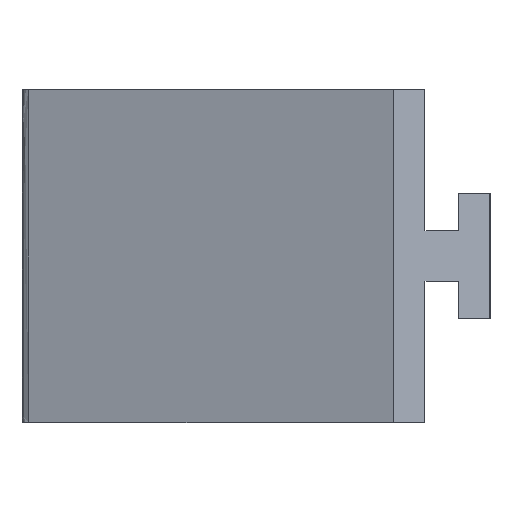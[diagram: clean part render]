
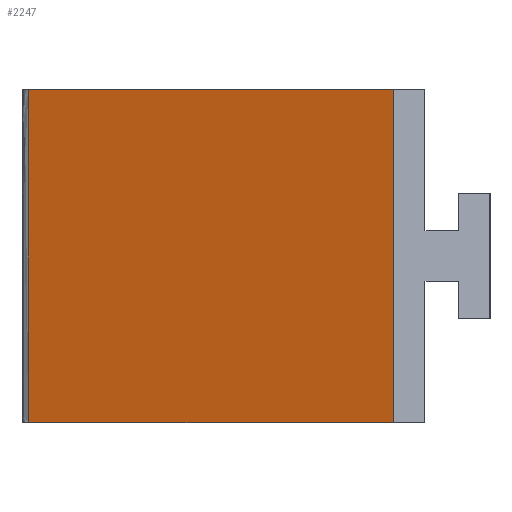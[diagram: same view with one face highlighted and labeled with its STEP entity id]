
A CAD part, left-side view. The second image highlights one B-rep face of the part: STEP entity #2247.
In plain terms, the highlighted planar face has unit normal (-0.921, 0.372, 0.113).
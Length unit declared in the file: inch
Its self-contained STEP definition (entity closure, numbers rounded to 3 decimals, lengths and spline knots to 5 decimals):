
#164=CARTESIAN_POINT('Vertex',(-13.24687,0.,-2.98155)) ;
#167=CARTESIAN_POINT('Line Origine',(-12.8071,1.08787,-2.97959)) ;
#171=CARTESIAN_POINT('Vertex',(-12.36757,2.17574,-2.97959)) ;
#2191=CARTESIAN_POINT('Control Point',(-12.36757,2.17574,-2.97959)) ;
#2192=CARTESIAN_POINT('Control Point',(-12.36508,2.17574,-2.95924)) ;
#2193=CARTESIAN_POINT('Control Point',(-12.34209,2.17574,-2.77203)) ;
#2194=CARTESIAN_POINT('Control Point',(-12.26084,2.17574,-2.11033)) ;
#2195=CARTESIAN_POINT('Control Point',(-12.1821,2.17574,-1.46899)) ;
#2196=CARTESIAN_POINT('Control Point',(-12.12384,2.17574,-0.9945)) ;
#2197=CARTESIAN_POINT('Vertex',(-12.12384,2.17574,-0.9945)) ;
#2224=CARTESIAN_POINT('Axis2P3D Location',(-13.24711,0.,-2.9835)) ;
#2229=CARTESIAN_POINT('Line Origine',(-13.12488,0.,-1.98802)) ;
#2233=CARTESIAN_POINT('Vertex',(-13.00289,0.,-0.9945)) ;
#2236=CARTESIAN_POINT('Line Origine',(-12.56336,1.08787,-0.9945)) ;
#168=DIRECTION('Vector Direction',(-0.375,-0.927,0.)) ;
#2225=DIRECTION('Axis2P3D Direction',(0.921,-0.372,-0.113)) ;
#2226=DIRECTION('Axis2P3D XDirection',(0.369,0.928,-0.045)) ;
#2230=DIRECTION('Vector Direction',(-0.122,0.,-0.993)) ;
#2237=DIRECTION('Vector Direction',(-0.375,-0.927,0.)) ;
#2227=AXIS2_PLACEMENT_3D('Plane Axis2P3D',#2224,#2225,#2226) ;
#2242=ORIENTED_EDGE('',*,*,#173,.T.) ;
#2243=ORIENTED_EDGE('',*,*,#2235,.F.) ;
#2244=ORIENTED_EDGE('',*,*,#2240,.F.) ;
#2245=ORIENTED_EDGE('',*,*,#2199,.T.) ;
#169=VECTOR('Line Direction',#168,0.03937) ;
#2231=VECTOR('Line Direction',#2230,0.03937) ;
#2238=VECTOR('Line Direction',#2237,0.03937) ;
#2247=ADVANCED_FACE('R3',(#2246),#2228,.F.) ;
#2190=B_SPLINE_CURVE_WITH_KNOTS('',3,(#2191,#2192,#2193,#2194,#2195,#2196),.UNSPECIFIED.,.F.,.U.,(4,1,1,4),(6.44356,8.00612,20.81591,57.24356),.UNSPECIFIED.) ;
#173=EDGE_CURVE('',#172,#165,#170,.T.) ;
#2199=EDGE_CURVE('',#2198,#172,#2190,.F.) ;
#2235=EDGE_CURVE('',#2234,#165,#2232,.T.) ;
#2240=EDGE_CURVE('',#2198,#2234,#2239,.T.) ;
#2241=EDGE_LOOP('',(#2242,#2243,#2244,#2245)) ;
#2246=FACE_OUTER_BOUND('',#2241,.T.) ;
#170=LINE('Line',#167,#169) ;
#2232=LINE('Line',#2229,#2231) ;
#2239=LINE('Line',#2236,#2238) ;
#2228=PLANE('',#2227) ;
#165=VERTEX_POINT('',#164) ;
#172=VERTEX_POINT('',#171) ;
#2198=VERTEX_POINT('',#2197) ;
#2234=VERTEX_POINT('',#2233) ;
